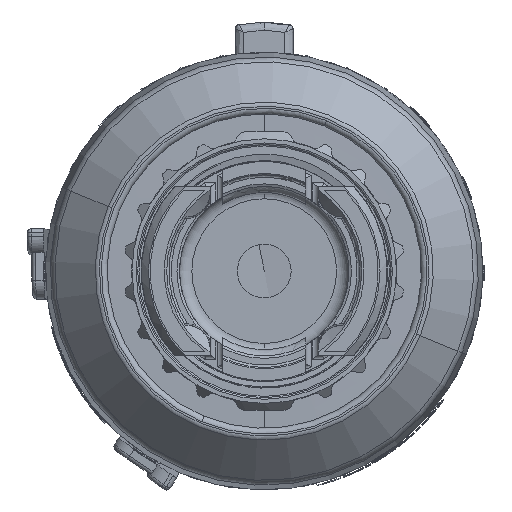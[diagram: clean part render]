
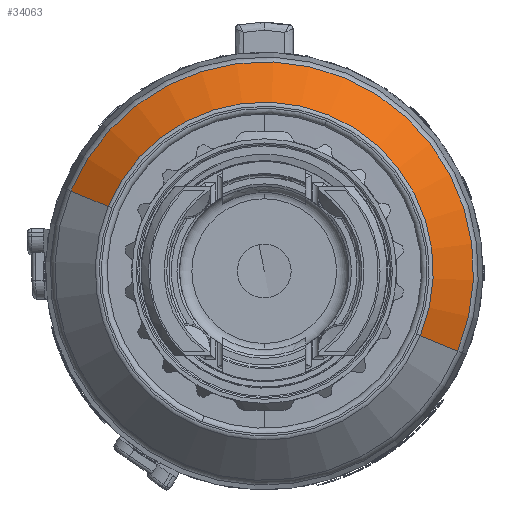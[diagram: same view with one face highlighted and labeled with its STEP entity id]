
A CAD part, front view. The second image highlights one B-rep face of the part: STEP entity #34063.
In plain terms, the highlighted conical face has half-angle 45 degrees and reference radius 22.878 mm.
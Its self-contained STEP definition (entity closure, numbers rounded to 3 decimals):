
#7995=CARTESIAN_POINT('',(0.,21.958,0.));
#7996=DIRECTION('',(0.,-1.,0.));
#7997=DIRECTION('',(0.924,0.,-0.383));
#7998=AXIS2_PLACEMENT_3D('',#7995,#7996,#7997);
#8005=DIRECTION('',(0.653,-0.707,-0.271));
#8006=VECTOR('',#8005,6.892);
#8007=CARTESIAN_POINT('',(-23.387,21.958,9.687));
#8008=LINE('',#8007,#8006);
#8009=DIRECTION('',(-0.653,-0.707,0.271));
#8010=VECTOR('',#8009,6.892);
#8011=CARTESIAN_POINT('',(23.387,21.958,-9.687));
#8012=LINE('',#8011,#8010);
#8018=CARTESIAN_POINT('',(0.,17.085,0.));
#8019=DIRECTION('',(0.,-1.,0.));
#8020=DIRECTION('',(0.924,0.,-0.383));
#8021=AXIS2_PLACEMENT_3D('',#8018,#8019,#8020);
#20421=CARTESIAN_POINT('',(23.387,21.958,
-9.687));
#20422=CARTESIAN_POINT('',(-23.387,21.958,
9.687));
#20423=VERTEX_POINT('',#20421);
#20424=VERTEX_POINT('',#20422);
#20511=CARTESIAN_POINT('',(-18.885,17.085,
7.822));
#20512=CARTESIAN_POINT('',(18.885,17.085,
-7.822));
#20513=VERTEX_POINT('',#20511);
#20514=VERTEX_POINT('',#20512);
#34049=CARTESIAN_POINT('',(0.,19.522,0.));
#34050=DIRECTION('',(0.,1.,0.));
#34051=DIRECTION('',(-0.924,0.,0.383));
#34052=AXIS2_PLACEMENT_3D('',#34049,#34050,#34051);
#34053=CONICAL_SURFACE('',#34052,22.878,45.);
#34055=ORIENTED_EDGE('',*,*,#34054,.T.);
#34057=ORIENTED_EDGE('',*,*,#34056,.F.);
#34058=ORIENTED_EDGE('',*,*,#34039,.F.);
#34060=ORIENTED_EDGE('',*,*,#34059,.T.);
#34061=EDGE_LOOP('',(#34055,#34057,#34058,#34060));
#34062=FACE_OUTER_BOUND('',#34061,.F.);
#34063=ADVANCED_FACE('',(#34062),#34053,.T.);
#7999=CIRCLE('',#7998,25.314);
#8022=CIRCLE('',#8021,20.441);
#34039=EDGE_CURVE('',#20423,#20424,#7999,.T.);
#34054=EDGE_CURVE('',#20514,#20513,#8022,.T.);
#34056=EDGE_CURVE('',#20424,#20513,#8008,.T.);
#34059=EDGE_CURVE('',#20423,#20514,#8012,.T.);
